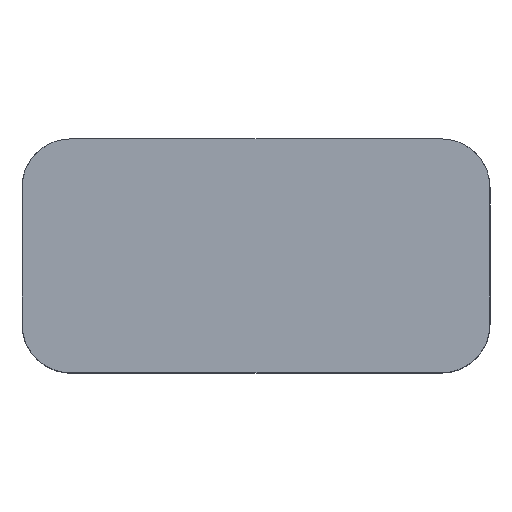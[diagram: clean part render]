
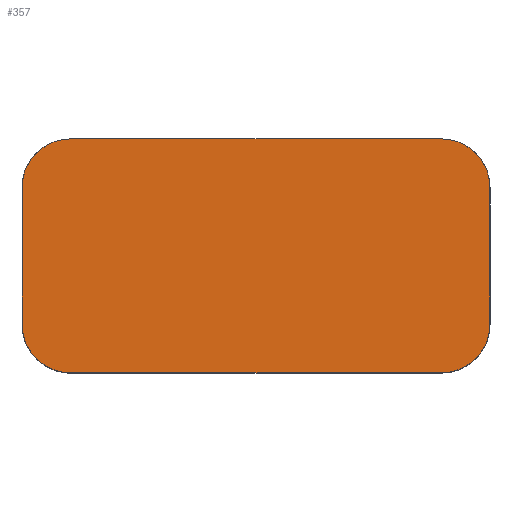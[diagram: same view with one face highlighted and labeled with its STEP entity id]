
A CAD part, top view. The second image highlights one B-rep face of the part: STEP entity #357.
In plain terms, the highlighted planar face has unit normal (0, 0, 1).
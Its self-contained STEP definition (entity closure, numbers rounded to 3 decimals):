
#6 = LINE ( 'NONE', #577, #221 ) ;
#17 = ORIENTED_EDGE ( 'NONE', *, *, #1253, .T. ) ;
#30 = EDGE_CURVE ( 'NONE', #1257, #1138, #265, .T. ) ;
#33 = CIRCLE ( 'NONE', #666, 2.5 ) ;
#34 = DIRECTION ( 'NONE',  ( 0., 0., 1. ) ) ;
#84 = ORIENTED_EDGE ( 'NONE', *, *, #557, .T. ) ;
#133 = DIRECTION ( 'NONE',  ( 0., 0., 1. ) ) ;
#140 = VERTEX_POINT ( 'NONE', #1072 ) ;
#143 = DIRECTION ( 'NONE',  ( 0., -1., 0. ) ) ;
#162 = EDGE_LOOP ( 'NONE', ( #824, #1057, #1266, #934, #668, #84, #17, #264 ) ) ;
#177 = CARTESIAN_POINT ( 'NONE',  ( 9.5, -6., 10. ) ) ;
#185 = EDGE_CURVE ( 'NONE', #767, #1105, #33, .T. ) ;
#191 = AXIS2_PLACEMENT_3D ( 'NONE', #713, #133, #883 ) ;
#221 = VECTOR ( 'NONE', #143, 1000. ) ;
#249 = DIRECTION ( 'NONE',  ( 0., 0., 1. ) ) ;
#260 = EDGE_CURVE ( 'NONE', #709, #140, #282, .T. ) ;
#264 = ORIENTED_EDGE ( 'NONE', *, *, #304, .T. ) ;
#265 = CIRCLE ( 'NONE', #346, 2.5 ) ;
#282 = CIRCLE ( 'NONE', #1136, 2.5 ) ;
#304 = EDGE_CURVE ( 'NONE', #366, #709, #6, .T. ) ;
#313 = DIRECTION ( 'NONE',  ( 0., 0., 1. ) ) ;
#321 = DIRECTION ( 'NONE',  ( 1., 0., 0. ) ) ;
#343 = VECTOR ( 'NONE', #321, 1000. ) ;
#346 = AXIS2_PLACEMENT_3D ( 'NONE', #993, #249, #896 ) ;
#357 = ADVANCED_FACE ( 'NONE', ( #745 ), #905, .T. ) ;
#366 = VERTEX_POINT ( 'NONE', #690 ) ;
#405 = DIRECTION ( 'NONE',  ( 0., 0., 1. ) ) ;
#497 = CARTESIAN_POINT ( 'NONE',  ( -9.5, -6., 10. ) ) ;
#554 = CARTESIAN_POINT ( 'NONE',  ( 9.5, 6., 10. ) ) ;
#557 = EDGE_CURVE ( 'NONE', #1105, #645, #871, .T. ) ;
#577 = CARTESIAN_POINT ( 'NONE',  ( -12., 3.5, 10. ) ) ;
#623 = VECTOR ( 'NONE', #750, 1000. ) ;
#642 = CARTESIAN_POINT ( 'NONE',  ( -9.5, 3.5, 10. ) ) ;
#645 = VERTEX_POINT ( 'NONE', #770 ) ;
#659 = LINE ( 'NONE', #497, #343 ) ;
#666 = AXIS2_PLACEMENT_3D ( 'NONE', #964, #313, #1059 ) ;
#668 = ORIENTED_EDGE ( 'NONE', *, *, #185, .T. ) ;
#690 = CARTESIAN_POINT ( 'NONE',  ( -12., 3.5, 10. ) ) ;
#702 = CARTESIAN_POINT ( 'NONE',  ( -9.5, -3.5, 10. ) ) ;
#709 = VERTEX_POINT ( 'NONE', #1182 ) ;
#713 = CARTESIAN_POINT ( 'NONE',  ( -9.5, -3.5, 10. ) ) ;
#737 = EDGE_CURVE ( 'NONE', #1138, #767, #790, .T. ) ;
#745 = FACE_OUTER_BOUND ( 'NONE', #162, .T. ) ;
#750 = DIRECTION ( 'NONE',  ( -1., 0., 0. ) ) ;
#753 = DIRECTION ( 'NONE',  ( 1., 0., 0. ) ) ;
#767 = VERTEX_POINT ( 'NONE', #889 ) ;
#770 = CARTESIAN_POINT ( 'NONE',  ( -9.5, 6., 10. ) ) ;
#775 = CIRCLE ( 'NONE', #1046, 2.5 ) ;
#790 = LINE ( 'NONE', #1286, #1287 ) ;
#792 = DIRECTION ( 'NONE',  ( 1., 0., 0. ) ) ;
#824 = ORIENTED_EDGE ( 'NONE', *, *, #260, .T. ) ;
#871 = LINE ( 'NONE', #1347, #623 ) ;
#883 = DIRECTION ( 'NONE',  ( 1., 0., 0. ) ) ;
#889 = CARTESIAN_POINT ( 'NONE',  ( 12., 3.5, 10. ) ) ;
#896 = DIRECTION ( 'NONE',  ( 1., 0., 0. ) ) ;
#905 = PLANE ( 'NONE',  #191 ) ;
#934 = ORIENTED_EDGE ( 'NONE', *, *, #737, .T. ) ;
#964 = CARTESIAN_POINT ( 'NONE',  ( 9.5, 3.5, 10. ) ) ;
#981 = EDGE_CURVE ( 'NONE', #140, #1257, #659, .T. ) ;
#993 = CARTESIAN_POINT ( 'NONE',  ( 9.5, -3.5, 10. ) ) ;
#1046 = AXIS2_PLACEMENT_3D ( 'NONE', #642, #405, #753 ) ;
#1057 = ORIENTED_EDGE ( 'NONE', *, *, #981, .T. ) ;
#1059 = DIRECTION ( 'NONE',  ( 1., 0., 0. ) ) ;
#1072 = CARTESIAN_POINT ( 'NONE',  ( -9.5, -6., 10. ) ) ;
#1105 = VERTEX_POINT ( 'NONE', #554 ) ;
#1136 = AXIS2_PLACEMENT_3D ( 'NONE', #702, #34, #792 ) ;
#1138 = VERTEX_POINT ( 'NONE', #1282 ) ;
#1182 = CARTESIAN_POINT ( 'NONE',  ( -12., -3.5, 10. ) ) ;
#1198 = DIRECTION ( 'NONE',  ( 0., 1., 0. ) ) ;
#1253 = EDGE_CURVE ( 'NONE', #645, #366, #775, .T. ) ;
#1257 = VERTEX_POINT ( 'NONE', #177 ) ;
#1266 = ORIENTED_EDGE ( 'NONE', *, *, #30, .T. ) ;
#1282 = CARTESIAN_POINT ( 'NONE',  ( 12., -3.5, 10. ) ) ;
#1286 = CARTESIAN_POINT ( 'NONE',  ( 12., -3.5, 10. ) ) ;
#1287 = VECTOR ( 'NONE', #1198, 1000. ) ;
#1347 = CARTESIAN_POINT ( 'NONE',  ( 9.5, 6., 10. ) ) ;
